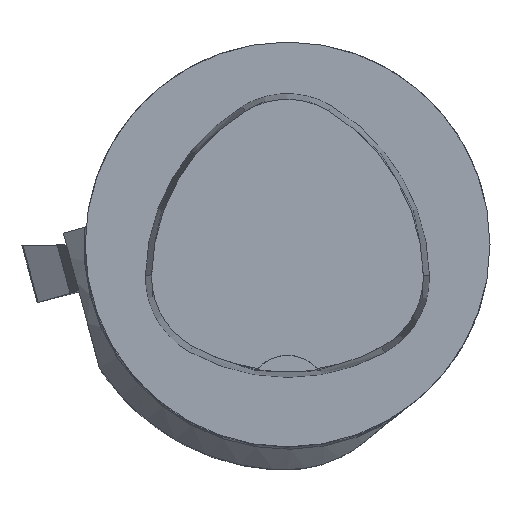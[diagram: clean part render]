
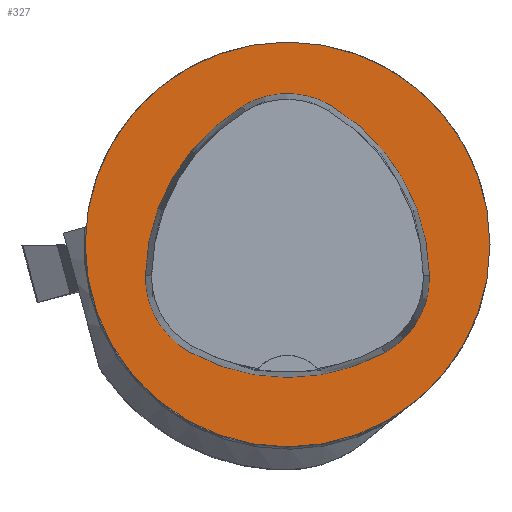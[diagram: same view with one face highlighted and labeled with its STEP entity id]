
A CAD part, top view. The second image highlights one B-rep face of the part: STEP entity #327.
In plain terms, the highlighted planar face has unit normal (0, 0, 1).
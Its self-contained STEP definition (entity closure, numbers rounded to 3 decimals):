
#121=FACE_BOUND('',#601,.T.);
#122=FACE_BOUND('',#602,.T.);
#228=CIRCLE('',#2257,20.);
#230=CIRCLE('',#2260,8.5);
#232=CIRCLE('',#2263,20.);
#234=CIRCLE('',#2266,8.5);
#238=CIRCLE('',#2271,20.);
#240=CIRCLE('',#2274,8.5);
#243=CIRCLE('',#2279,20.);
#327=ADVANCED_FACE('',(#121,#122),#399,.T.);
#399=PLANE('',#2280);
#601=EDGE_LOOP('',(#1129,#1130,#1131,#1132,#1133,#1134));
#602=EDGE_LOOP('',(#1135));
#1129=ORIENTED_EDGE('',*,*,#1690,.T.);
#1130=ORIENTED_EDGE('',*,*,#1670,.T.);
#1131=ORIENTED_EDGE('',*,*,#1674,.T.);
#1132=ORIENTED_EDGE('',*,*,#1677,.T.);
#1133=ORIENTED_EDGE('',*,*,#1680,.T.);
#1134=ORIENTED_EDGE('',*,*,#1688,.T.);
#1135=ORIENTED_EDGE('',*,*,#1693,.F.);
#1407=VERTEX_POINT('',#4255);
#1408=VERTEX_POINT('',#4256);
#1411=VERTEX_POINT('',#4264);
#1413=VERTEX_POINT('',#4270);
#1415=VERTEX_POINT('',#4276);
#1422=VERTEX_POINT('',#4297);
#1423=VERTEX_POINT('',#4307);
#1670=EDGE_CURVE('',#1407,#1408,#228,.T.);
#1674=EDGE_CURVE('',#1408,#1411,#230,.T.);
#1677=EDGE_CURVE('',#1411,#1413,#232,.T.);
#1680=EDGE_CURVE('',#1413,#1415,#234,.T.);
#1688=EDGE_CURVE('',#1415,#1422,#238,.T.);
#1690=EDGE_CURVE('',#1422,#1407,#240,.T.);
#1693=EDGE_CURVE('',#1423,#1423,#243,.T.);
#2257=AXIS2_PLACEMENT_3D('',#4254,#2725,#2726);
#2260=AXIS2_PLACEMENT_3D('',#4263,#2733,#2734);
#2263=AXIS2_PLACEMENT_3D('',#4269,#2740,#2741);
#2266=AXIS2_PLACEMENT_3D('',#4275,#2747,#2748);
#2271=AXIS2_PLACEMENT_3D('',#4298,#2759,#2760);
#2274=AXIS2_PLACEMENT_3D('',#4301,#2765,#2766);
#2279=AXIS2_PLACEMENT_3D('',#4306,#2775,#2776);
#2280=AXIS2_PLACEMENT_3D('',#4308,#2777,#2778);
#2725=DIRECTION('',(0.,0.,-1.));
#2726=DIRECTION('',(-1.,0.,0.));
#2733=DIRECTION('',(0.,0.,-1.));
#2734=DIRECTION('',(-1.,0.,0.));
#2740=DIRECTION('',(0.,0.,-1.));
#2741=DIRECTION('',(-1.,0.,0.));
#2747=DIRECTION('',(0.,0.,-1.));
#2748=DIRECTION('',(-1.,0.,0.));
#2759=DIRECTION('',(0.,0.,-1.));
#2760=DIRECTION('',(-1.,0.,0.));
#2765=DIRECTION('',(0.,0.,-1.));
#2766=DIRECTION('',(-1.,0.,0.));
#2775=DIRECTION('',(0.,0.,-1.));
#2776=DIRECTION('',(-1.,0.,0.));
#2777=DIRECTION('',(0.,0.,1.));
#2778=DIRECTION('',(1.,0.,0.));
#4254=CARTESIAN_POINT('',(5.955,-3.414,0.));
#4255=CARTESIAN_POINT('',(-14.041,-3.042,0.));
#4256=CARTESIAN_POINT('',(-4.472,13.653,0.));
#4263=CARTESIAN_POINT('',(-0.04,6.4,0.));
#4264=CARTESIAN_POINT('',(4.347,13.68,0.));
#4269=CARTESIAN_POINT('',(-5.976,-3.45,0.));
#4270=CARTESIAN_POINT('',(14.021,-3.075,0.));
#4275=CARTESIAN_POINT('',(5.522,-3.235,0.));
#4276=CARTESIAN_POINT('',(9.588,-10.699,0.));
#4297=CARTESIAN_POINT('',(-9.655,-10.639,0.));
#4298=CARTESIAN_POINT('',(0.022,6.864,0.));
#4301=CARTESIAN_POINT('',(-5.543,-3.2,0.));
#4306=CARTESIAN_POINT('',(0.,0.,0.));
#4307=CARTESIAN_POINT('',(-20.,0.,0.));
#4308=CARTESIAN_POINT('',(0.,0.,0.));
